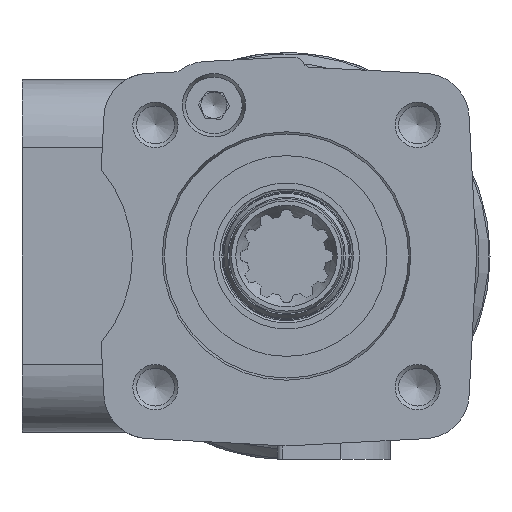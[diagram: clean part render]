
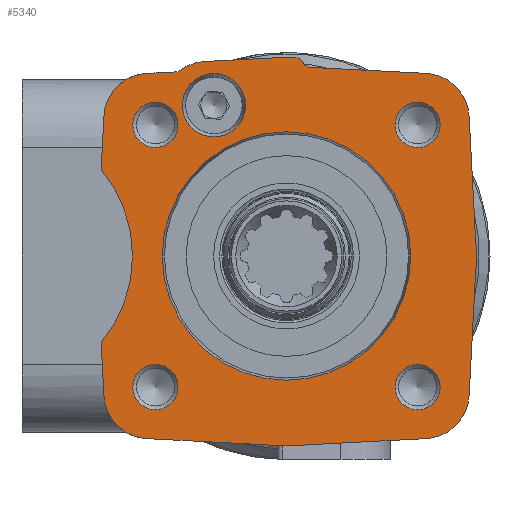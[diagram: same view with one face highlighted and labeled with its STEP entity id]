
A CAD part, left-side view. The second image highlights one B-rep face of the part: STEP entity #5340.
In plain terms, the highlighted face is planar.
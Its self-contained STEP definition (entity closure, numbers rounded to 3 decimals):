
#546=CIRCLE('',#5865,42.);
#548=CIRCLE('',#5867,42.);
#560=CIRCLE('',#5888,27.48);
#561=CIRCLE('',#5889,7.);
#562=CIRCLE('',#5890,5.);
#563=CIRCLE('',#5891,5.);
#564=CIRCLE('',#5892,5.);
#565=CIRCLE('',#5893,5.);
#566=CIRCLE('',#5894,10.);
#567=CIRCLE('',#5895,30.);
#568=CIRCLE('',#5896,10.);
#569=CIRCLE('',#5897,10.);
#570=CIRCLE('',#5898,10.);
#571=CIRCLE('',#5899,2.);
#572=CIRCLE('',#5900,1.95);
#573=CIRCLE('',#5901,10.);
#574=CIRCLE('',#5902,2.);
#1485=ORIENTED_EDGE('',*,*,#2673,.F.);
#1486=ORIENTED_EDGE('',*,*,#2674,.F.);
#1487=ORIENTED_EDGE('',*,*,#2675,.F.);
#1488=ORIENTED_EDGE('',*,*,#2676,.F.);
#1489=ORIENTED_EDGE('',*,*,#2677,.F.);
#1490=ORIENTED_EDGE('',*,*,#2678,.F.);
#1491=ORIENTED_EDGE('',*,*,#2679,.T.);
#1492=ORIENTED_EDGE('',*,*,#2680,.T.);
#1493=ORIENTED_EDGE('',*,*,#2681,.T.);
#1494=ORIENTED_EDGE('',*,*,#2682,.F.);
#1495=ORIENTED_EDGE('',*,*,#2683,.T.);
#1496=ORIENTED_EDGE('',*,*,#2684,.T.);
#1497=ORIENTED_EDGE('',*,*,#2685,.T.);
#1498=ORIENTED_EDGE('',*,*,#2645,.T.);
#1499=ORIENTED_EDGE('',*,*,#2686,.T.);
#1500=ORIENTED_EDGE('',*,*,#2687,.T.);
#1501=ORIENTED_EDGE('',*,*,#2688,.T.);
#1502=ORIENTED_EDGE('',*,*,#2641,.T.);
#1503=ORIENTED_EDGE('',*,*,#2689,.T.);
#1504=ORIENTED_EDGE('',*,*,#2690,.T.);
#1505=ORIENTED_EDGE('',*,*,#2628,.T.);
#1506=ORIENTED_EDGE('',*,*,#2691,.F.);
#1507=ORIENTED_EDGE('',*,*,#2692,.T.);
#1508=ORIENTED_EDGE('',*,*,#2693,.T.);
#1509=ORIENTED_EDGE('',*,*,#2694,.T.);
#1510=ORIENTED_EDGE('',*,*,#2695,.T.);
#1511=ORIENTED_EDGE('',*,*,#2696,.F.);
#2628=EDGE_CURVE('',#3261,#3260,#3638,.T.);
#2641=EDGE_CURVE('',#3274,#3273,#546,.T.);
#2645=EDGE_CURVE('',#3278,#3277,#548,.T.);
#2673=EDGE_CURVE('',#3301,#3301,#560,.T.);
#2674=EDGE_CURVE('',#3302,#3302,#561,.T.);
#2675=EDGE_CURVE('',#3303,#3303,#562,.T.);
#2676=EDGE_CURVE('',#3304,#3304,#563,.T.);
#2677=EDGE_CURVE('',#3305,#3305,#564,.T.);
#2678=EDGE_CURVE('',#3306,#3306,#565,.T.);
#2679=EDGE_CURVE('',#3307,#3308,#3649,.T.);
#2680=EDGE_CURVE('',#3308,#3309,#566,.T.);
#2681=EDGE_CURVE('',#3309,#3310,#3650,.T.);
#2682=EDGE_CURVE('',#3311,#3310,#567,.T.);
#2683=EDGE_CURVE('',#3311,#3312,#3651,.T.);
#2684=EDGE_CURVE('',#3312,#3313,#568,.T.);
#2685=EDGE_CURVE('',#3313,#3278,#3652,.T.);
#2686=EDGE_CURVE('',#3277,#3314,#3653,.T.);
#2687=EDGE_CURVE('',#3314,#3315,#569,.T.);
#2688=EDGE_CURVE('',#3315,#3274,#3654,.T.);
#2689=EDGE_CURVE('',#3273,#3316,#3655,.T.);
#2690=EDGE_CURVE('',#3316,#3261,#570,.T.);
#2691=EDGE_CURVE('',#3317,#3260,#571,.T.);
#2692=EDGE_CURVE('',#3317,#3318,#572,.T.);
#2693=EDGE_CURVE('',#3318,#3319,#3656,.T.);
#2694=EDGE_CURVE('',#3319,#3320,#3657,.T.);
#2695=EDGE_CURVE('',#3320,#3321,#573,.T.);
#2696=EDGE_CURVE('',#3307,#3321,#574,.T.);
#3260=VERTEX_POINT('',#9094);
#3261=VERTEX_POINT('',#9096);
#3273=VERTEX_POINT('',#9142);
#3274=VERTEX_POINT('',#9144);
#3277=VERTEX_POINT('',#9150);
#3278=VERTEX_POINT('',#9152);
#3301=VERTEX_POINT('',#9254);
#3302=VERTEX_POINT('',#9256);
#3303=VERTEX_POINT('',#9258);
#3304=VERTEX_POINT('',#9260);
#3305=VERTEX_POINT('',#9262);
#3306=VERTEX_POINT('',#9264);
#3307=VERTEX_POINT('',#9266);
#3308=VERTEX_POINT('',#9267);
#3309=VERTEX_POINT('',#9269);
#3310=VERTEX_POINT('',#9271);
#3311=VERTEX_POINT('',#9273);
#3312=VERTEX_POINT('',#9275);
#3313=VERTEX_POINT('',#9277);
#3314=VERTEX_POINT('',#9280);
#3315=VERTEX_POINT('',#9282);
#3316=VERTEX_POINT('',#9285);
#3317=VERTEX_POINT('',#9288);
#3318=VERTEX_POINT('',#9290);
#3319=VERTEX_POINT('',#9292);
#3320=VERTEX_POINT('',#9294);
#3321=VERTEX_POINT('',#9296);
#3638=LINE('',#9095,#3934);
#3649=LINE('',#9265,#3945);
#3650=LINE('',#9270,#3946);
#3651=LINE('',#9274,#3947);
#3652=LINE('',#9278,#3948);
#3653=LINE('',#9279,#3949);
#3654=LINE('',#9283,#3950);
#3655=LINE('',#9284,#3951);
#3656=LINE('',#9291,#3952);
#3657=LINE('',#9293,#3953);
#3934=VECTOR('',#6960,1000.);
#3945=VECTOR('',#7039,1000.);
#3946=VECTOR('',#7042,1000.);
#3947=VECTOR('',#7045,1000.);
#3948=VECTOR('',#7048,1000.);
#3949=VECTOR('',#7049,1000.);
#3950=VECTOR('',#7052,1000.);
#3951=VECTOR('',#7053,1000.);
#3952=VECTOR('',#7060,1000.);
#3953=VECTOR('',#7061,1000.);
#4311=EDGE_LOOP('',(#1485));
#4312=EDGE_LOOP('',(#1486));
#4313=EDGE_LOOP('',(#1487));
#4314=EDGE_LOOP('',(#1488));
#4315=EDGE_LOOP('',(#1489));
#4316=EDGE_LOOP('',(#1490));
#4317=EDGE_LOOP('',(#1491,#1492,#1493,#1494,#1495,#1496,#1497,#1498,#1499,
#1500,#1501,#1502,#1503,#1504,#1505,#1506,#1507,#1508,#1509,#1510,#1511));
#4764=FACE_BOUND('',#4311,.T.);
#4765=FACE_BOUND('',#4312,.T.);
#4766=FACE_BOUND('',#4313,.T.);
#4767=FACE_BOUND('',#4314,.T.);
#4768=FACE_BOUND('',#4315,.T.);
#4769=FACE_BOUND('',#4316,.T.);
#4770=FACE_BOUND('',#4317,.T.);
#5125=PLANE('',#5887);
#5340=ADVANCED_FACE('',(#4764,#4765,#4766,#4767,#4768,#4769,#4770),#5125,
 .F.);
#5865=AXIS2_PLACEMENT_3D('',#9143,#6975,#6976);
#5867=AXIS2_PLACEMENT_3D('',#9151,#6981,#6982);
#5887=AXIS2_PLACEMENT_3D('',#9252,#7025,#7026);
#5888=AXIS2_PLACEMENT_3D('',#9253,#7027,#7028);
#5889=AXIS2_PLACEMENT_3D('',#9255,#7029,#7030);
#5890=AXIS2_PLACEMENT_3D('',#9257,#7031,#7032);
#5891=AXIS2_PLACEMENT_3D('',#9259,#7033,#7034);
#5892=AXIS2_PLACEMENT_3D('',#9261,#7035,#7036);
#5893=AXIS2_PLACEMENT_3D('',#9263,#7037,#7038);
#5894=AXIS2_PLACEMENT_3D('',#9268,#7040,#7041);
#5895=AXIS2_PLACEMENT_3D('',#9272,#7043,#7044);
#5896=AXIS2_PLACEMENT_3D('',#9276,#7046,#7047);
#5897=AXIS2_PLACEMENT_3D('',#9281,#7050,#7051);
#5898=AXIS2_PLACEMENT_3D('',#9286,#7054,#7055);
#5899=AXIS2_PLACEMENT_3D('',#9287,#7056,#7057);
#5900=AXIS2_PLACEMENT_3D('',#9289,#7058,#7059);
#5901=AXIS2_PLACEMENT_3D('',#9295,#7062,#7063);
#5902=AXIS2_PLACEMENT_3D('',#9297,#7064,#7065);
#6960=DIRECTION('',(0.,0.052,0.999));
#6975=DIRECTION('',(1.,0.,0.));
#6976=DIRECTION('',(0.,0.,-1.));
#6981=DIRECTION('',(1.,0.,0.));
#6982=DIRECTION('',(0.,0.,-1.));
#7025=DIRECTION('',(-1.,0.,0.));
#7026=DIRECTION('',(0.,0.,1.));
#7027=DIRECTION('',(1.,0.,0.));
#7028=DIRECTION('',(0.,0.,-1.));
#7029=DIRECTION('',(1.,0.,0.));
#7030=DIRECTION('',(0.,0.,-1.));
#7031=DIRECTION('',(1.,0.,0.));
#7032=DIRECTION('',(0.,0.,-1.));
#7033=DIRECTION('',(1.,0.,0.));
#7034=DIRECTION('',(0.,0.,-1.));
#7035=DIRECTION('',(1.,0.,0.));
#7036=DIRECTION('',(0.,0.,-1.));
#7037=DIRECTION('',(1.,0.,0.));
#7038=DIRECTION('',(0.,0.,-1.));
#7039=DIRECTION('',(0.,-0.052,0.999));
#7040=DIRECTION('',(1.,0.,0.));
#7041=DIRECTION('',(0.,0.,-1.));
#7042=DIRECTION('',(0.,-0.999,0.052));
#7043=DIRECTION('',(1.,0.,0.));
#7044=DIRECTION('',(0.,0.,-1.));
#7045=DIRECTION('',(0.,-0.999,-0.052));
#7046=DIRECTION('',(1.,0.,0.));
#7047=DIRECTION('',(0.,0.,-1.));
#7048=DIRECTION('',(0.,-0.052,-0.999));
#7049=DIRECTION('',(0.,0.052,-0.999));
#7050=DIRECTION('',(1.,0.,0.));
#7051=DIRECTION('',(0.,0.,-1.));
#7052=DIRECTION('',(0.,0.999,-0.052));
#7053=DIRECTION('',(0.,0.999,0.052));
#7054=DIRECTION('',(1.,0.,0.));
#7055=DIRECTION('',(0.,0.,-1.));
#7056=DIRECTION('',(1.,0.,0.));
#7057=DIRECTION('',(0.,0.,-1.));
#7058=DIRECTION('',(1.,0.,0.));
#7059=DIRECTION('',(0.,0.,-1.));
#7060=DIRECTION('',(0.,0.054,0.999));
#7061=DIRECTION('',(0.,-0.052,0.999));
#7062=DIRECTION('',(1.,0.,0.));
#7063=DIRECTION('',(0.,0.,-1.));
#7064=DIRECTION('',(1.,0.,0.));
#7065=DIRECTION('',(0.,0.,-1.));
#9094=CARTESIAN_POINT('',(108.,41.743,-4.9));
#9095=CARTESIAN_POINT('',(108.,40.38,-30.917));
#9096=CARTESIAN_POINT('',(108.,40.38,-30.917));
#9142=CARTESIAN_POINT('',(108.,4.39,-41.77));
#9143=CARTESIAN_POINT('',(108.,0.,0.));
#9144=CARTESIAN_POINT('',(108.,-4.39,-41.77));
#9150=CARTESIAN_POINT('',(108.,-41.77,-4.39));
#9151=CARTESIAN_POINT('',(108.,0.,0.));
#9152=CARTESIAN_POINT('',(108.,-41.77,4.39));
#9252=CARTESIAN_POINT('',(108.,42.,0.));
#9253=CARTESIAN_POINT('',(108.,0.,0.));
#9254=CARTESIAN_POINT('',(108.,0.,-27.48));
#9255=CARTESIAN_POINT('',(108.,33.335,16.055));
#9256=CARTESIAN_POINT('',(108.,33.335,9.055));
#9257=CARTESIAN_POINT('',(108.,-28.991,28.991));
#9258=CARTESIAN_POINT('',(108.,-28.991,23.991));
#9259=CARTESIAN_POINT('',(108.,-28.991,-28.991));
#9260=CARTESIAN_POINT('',(108.,-28.991,-33.991));
#9261=CARTESIAN_POINT('',(108.,28.991,-28.991));
#9262=CARTESIAN_POINT('',(108.,28.991,-33.991));
#9263=CARTESIAN_POINT('',(108.,28.991,28.991));
#9264=CARTESIAN_POINT('',(108.,28.991,23.991));
#9265=CARTESIAN_POINT('',(108.,42.,0.));
#9266=CARTESIAN_POINT('',(108.,40.714,24.531));
#9267=CARTESIAN_POINT('',(108.,40.38,30.917));
#9268=CARTESIAN_POINT('',(108.,30.393,30.393));
#9269=CARTESIAN_POINT('',(108.,30.917,40.38));
#9270=CARTESIAN_POINT('',(108.,30.917,40.38));
#9271=CARTESIAN_POINT('',(108.,19.184,40.995));
#9272=CARTESIAN_POINT('',(108.,0.,64.059));
#9273=CARTESIAN_POINT('',(108.,-19.184,40.995));
#9274=CARTESIAN_POINT('',(108.,0.,42.));
#9275=CARTESIAN_POINT('',(108.,-30.917,40.38));
#9276=CARTESIAN_POINT('',(108.,-30.393,30.393));
#9277=CARTESIAN_POINT('',(108.,-40.38,30.917));
#9278=CARTESIAN_POINT('',(108.,-40.38,30.917));
#9279=CARTESIAN_POINT('',(108.,-42.,0.));
#9280=CARTESIAN_POINT('',(108.,-40.38,-30.917));
#9281=CARTESIAN_POINT('',(108.,-30.393,-30.393));
#9282=CARTESIAN_POINT('',(108.,-30.917,-40.38));
#9283=CARTESIAN_POINT('',(108.,-30.917,-40.38));
#9284=CARTESIAN_POINT('',(108.,0.,-42.));
#9285=CARTESIAN_POINT('',(108.,30.917,-40.38));
#9286=CARTESIAN_POINT('',(108.,30.393,-30.393));
#9287=CARTESIAN_POINT('',(108.,43.657,-5.481));
#9288=CARTESIAN_POINT('',(108.,42.766,-3.69));
#9289=CARTESIAN_POINT('',(108.,41.897,-1.944));
#9290=CARTESIAN_POINT('',(108.,43.844,-2.051));
#9291=CARTESIAN_POINT('',(108.,43.844,-2.051));
#9292=CARTESIAN_POINT('',(108.,43.956,0.));
#9293=CARTESIAN_POINT('',(108.,43.956,0.));
#9294=CARTESIAN_POINT('',(108.,42.985,18.528));
#9295=CARTESIAN_POINT('',(108.,33.034,17.541));
#9296=CARTESIAN_POINT('',(108.,41.099,23.453));
#9297=CARTESIAN_POINT('',(108.,42.712,24.636));
